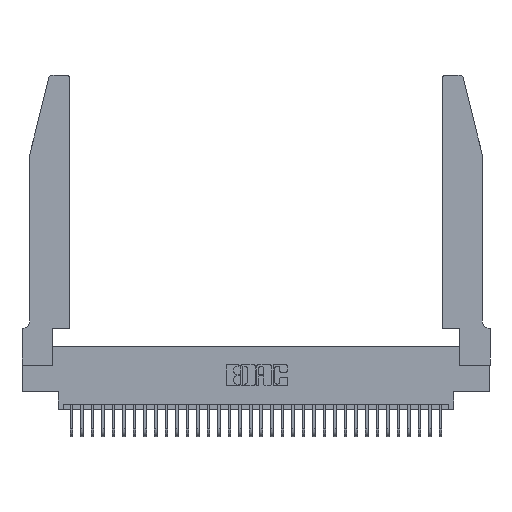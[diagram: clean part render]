
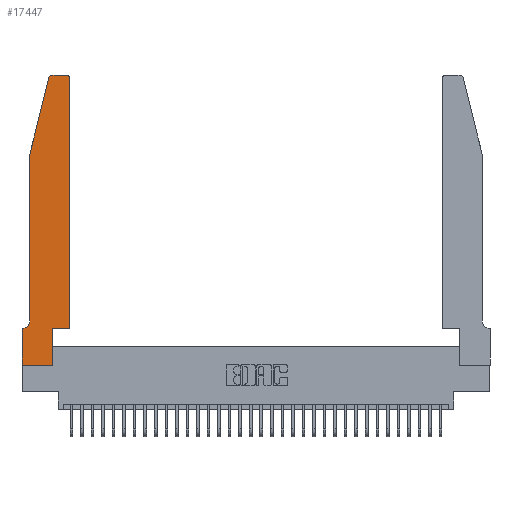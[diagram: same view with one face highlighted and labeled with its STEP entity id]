
A CAD part, top view. The second image highlights one B-rep face of the part: STEP entity #17447.
In plain terms, the highlighted planar face has unit normal (0, 0, 1).
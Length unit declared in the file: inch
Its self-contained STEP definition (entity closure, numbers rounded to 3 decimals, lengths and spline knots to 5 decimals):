
#110 = CARTESIAN_POINT ( 'NONE',  ( 0.4505, 2.72, 0.37 ) ) ;
#523 = EDGE_CURVE ( 'NONE', #30736, #31534, #14730, .T. ) ;
#785 = DIRECTION ( 'NONE',  ( 0., 0., 1. ) ) ;
#1017 = CARTESIAN_POINT ( 'NONE',  ( 0.25487, 2.72718, 0.37 ) ) ;
#1062 = DIRECTION ( 'NONE',  ( 0., -1., 0. ) ) ;
#1121 = ORIENTED_EDGE ( 'NONE', *, *, #31355, .T. ) ;
#1970 = VERTEX_POINT ( 'NONE', #8038 ) ;
#2051 = ORIENTED_EDGE ( 'NONE', *, *, #11839, .T. ) ;
#2216 = ORIENTED_EDGE ( 'NONE', *, *, #25951, .T. ) ;
#2412 = CARTESIAN_POINT ( 'NONE',  ( 0., 0., 0.37 ) ) ;
#3536 = ORIENTED_EDGE ( 'NONE', *, *, #28420, .T. ) ;
#3989 = EDGE_CURVE ( 'NONE', #1970, #30736, #9206, .T. ) ;
#4118 = DIRECTION ( 'NONE',  ( 0., 0., 1. ) ) ;
#4226 = LINE ( 'NONE', #4820, #23710 ) ;
#4514 = VECTOR ( 'NONE', #10239, 39.37008 ) ;
#4800 = LINE ( 'NONE', #28922, #30200 ) ;
#4820 = CARTESIAN_POINT ( 'NONE',  ( 0.0755, 2., 0.37 ) ) ;
#4874 = LINE ( 'NONE', #2412, #17595 ) ;
#5263 = ORIENTED_EDGE ( 'NONE', *, *, #29831, .T. ) ;
#5624 = AXIS2_PLACEMENT_3D ( 'NONE', #23553, #785, #18589 ) ;
#6047 = VERTEX_POINT ( 'NONE', #29561 ) ;
#6197 = CARTESIAN_POINT ( 'NONE',  ( 0., 0., 0.37 ) ) ;
#6396 = CARTESIAN_POINT ( 'NONE',  ( 0.0755, 2., 0.37 ) ) ;
#7337 = DIRECTION ( 'NONE',  ( 0., 0., -1. ) ) ;
#7513 = VERTEX_POINT ( 'NONE', #18081 ) ;
#7545 = DIRECTION ( 'NONE',  ( 1., 0., 0. ) ) ;
#7686 = CARTESIAN_POINT ( 'NONE',  ( 0.2605, 2.75, 0.37 ) ) ;
#7699 = ORIENTED_EDGE ( 'NONE', *, *, #523, .T. ) ;
#8038 = CARTESIAN_POINT ( 'NONE',  ( 0.2865, 0., 0.37 ) ) ;
#8138 = EDGE_LOOP ( 'NONE', ( #1121, #30779, #32636, #5263, #13803, #2216, #22969, #2051, #18329, #7699, #20800, #3536 ) ) ;
#9206 = LINE ( 'NONE', #22788, #21886 ) ;
#9342 = DIRECTION ( 'NONE',  ( 1., 0., 0. ) ) ;
#9457 = VERTEX_POINT ( 'NONE', #31089 ) ;
#10239 = DIRECTION ( 'NONE',  ( -1., 0., 0. ) ) ;
#10279 = CARTESIAN_POINT ( 'NONE',  ( 0.2865, 0.35, 0.37 ) ) ;
#10851 = FACE_OUTER_BOUND ( 'NONE', #8138, .T. ) ;
#11527 = DIRECTION ( 'NONE',  ( -0.239, -0.971, 0. ) ) ;
#11839 = EDGE_CURVE ( 'NONE', #32208, #1970, #4874, .T. ) ;
#12251 = CARTESIAN_POINT ( 'NONE',  ( 0.0755, 2., 0.37 ) ) ;
#12696 = CIRCLE ( 'NONE', #26838, 0.03 ) ;
#13803 = ORIENTED_EDGE ( 'NONE', *, *, #19270, .T. ) ;
#14255 = DIRECTION ( 'NONE',  ( 0., 0., 1. ) ) ;
#14730 = LINE ( 'NONE', #29617, #27441 ) ;
#15062 = LINE ( 'NONE', #22461, #27759 ) ;
#16012 = PLANE ( 'NONE',  #5624 ) ;
#16127 = VERTEX_POINT ( 'NONE', #110 ) ;
#17389 = DIRECTION ( 'NONE',  ( 0., -1., 0. ) ) ;
#17447 = ADVANCED_FACE ( 'NONE', ( #10851 ), #16012, .T. ) ;
#17595 = VECTOR ( 'NONE', #7545, 39.37008 ) ;
#17633 = VERTEX_POINT ( 'NONE', #26859 ) ;
#18081 = CARTESIAN_POINT ( 'NONE',  ( 0.284, 2.75, 0.37 ) ) ;
#18329 = ORIENTED_EDGE ( 'NONE', *, *, #3989, .T. ) ;
#18589 = DIRECTION ( 'NONE',  ( 1., 0., 0. ) ) ;
#19270 = EDGE_CURVE ( 'NONE', #6047, #28608, #24231, .T. ) ;
#19360 = CARTESIAN_POINT ( 'NONE',  ( 0.284, 2.72, 0.37 ) ) ;
#19930 = DIRECTION ( 'NONE',  ( -1., 0., 0. ) ) ;
#20800 = ORIENTED_EDGE ( 'NONE', *, *, #23486, .T. ) ;
#21886 = VECTOR ( 'NONE', #25335, 39.37008 ) ;
#21892 = DIRECTION ( 'NONE',  ( 1., 0., 0. ) ) ;
#22211 = EDGE_CURVE ( 'NONE', #26302, #30449, #30010, .T. ) ;
#22461 = CARTESIAN_POINT ( 'NONE',  ( 0.0755, 0.35, 0.37 ) ) ;
#22525 = CARTESIAN_POINT ( 'NONE',  ( 0.0055, 0.42, 0.37 ) ) ;
#22645 = CARTESIAN_POINT ( 'NONE',  ( 0.0055, 0.35, 0.37 ) ) ;
#22788 = CARTESIAN_POINT ( 'NONE',  ( 0.2865, 0.35, 0.37 ) ) ;
#22896 = EDGE_CURVE ( 'NONE', #7513, #26302, #28774, .T. ) ;
#22969 = ORIENTED_EDGE ( 'NONE', *, *, #27385, .T. ) ;
#23486 = EDGE_CURVE ( 'NONE', #31534, #16127, #24760, .T. ) ;
#23553 = CARTESIAN_POINT ( 'NONE',  ( 0., 0.35, 0.37 ) ) ;
#23710 = VECTOR ( 'NONE', #17389, 39.37008 ) ;
#24088 = VECTOR ( 'NONE', #11527, 39.37008 ) ;
#24231 = CIRCLE ( 'NONE', #28764, 0.07 ) ;
#24760 = LINE ( 'NONE', #29170, #30712 ) ;
#24764 = LINE ( 'NONE', #7686, #4514 ) ;
#25066 = DIRECTION ( 'NONE',  ( -1., 0., 0. ) ) ;
#25208 = AXIS2_PLACEMENT_3D ( 'NONE', #19360, #4118, #21892 ) ;
#25335 = DIRECTION ( 'NONE',  ( 0., 1., 0. ) ) ;
#25951 = EDGE_CURVE ( 'NONE', #28608, #17633, #15062, .T. ) ;
#26302 = VERTEX_POINT ( 'NONE', #1017 ) ;
#26838 = AXIS2_PLACEMENT_3D ( 'NONE', #29424, #14255, #31995 ) ;
#26859 = CARTESIAN_POINT ( 'NONE',  ( 0., 0.35, 0.37 ) ) ;
#27385 = EDGE_CURVE ( 'NONE', #17633, #32208, #4800, .T. ) ;
#27441 = VECTOR ( 'NONE', #9342, 39.37008 ) ;
#27759 = VECTOR ( 'NONE', #19930, 39.37008 ) ;
#28420 = EDGE_CURVE ( 'NONE', #16127, #9457, #12696, .T. ) ;
#28608 = VERTEX_POINT ( 'NONE', #22645 ) ;
#28628 = CARTESIAN_POINT ( 'NONE',  ( 0.4505, 0.35, 0.37 ) ) ;
#28764 = AXIS2_PLACEMENT_3D ( 'NONE', #22525, #7337, #25066 ) ;
#28774 = CIRCLE ( 'NONE', #25208, 0.03 ) ;
#28922 = CARTESIAN_POINT ( 'NONE',  ( 0., 0., 0.37 ) ) ;
#29170 = CARTESIAN_POINT ( 'NONE',  ( 0.4505, 0.35, 0.37 ) ) ;
#29424 = CARTESIAN_POINT ( 'NONE',  ( 0.4205, 2.72, 0.37 ) ) ;
#29561 = CARTESIAN_POINT ( 'NONE',  ( 0.0755, 0.42, 0.37 ) ) ;
#29617 = CARTESIAN_POINT ( 'NONE',  ( 0.4505, 0.35, 0.37 ) ) ;
#29831 = EDGE_CURVE ( 'NONE', #30449, #6047, #4226, .T. ) ;
#30010 = LINE ( 'NONE', #6396, #24088 ) ;
#30200 = VECTOR ( 'NONE', #1062, 39.37008 ) ;
#30449 = VERTEX_POINT ( 'NONE', #12251 ) ;
#30712 = VECTOR ( 'NONE', #31729, 39.37008 ) ;
#30736 = VERTEX_POINT ( 'NONE', #10279 ) ;
#30779 = ORIENTED_EDGE ( 'NONE', *, *, #22896, .T. ) ;
#31089 = CARTESIAN_POINT ( 'NONE',  ( 0.4205, 2.75, 0.37 ) ) ;
#31355 = EDGE_CURVE ( 'NONE', #9457, #7513, #24764, .T. ) ;
#31534 = VERTEX_POINT ( 'NONE', #28628 ) ;
#31729 = DIRECTION ( 'NONE',  ( 0., 1., 0. ) ) ;
#31995 = DIRECTION ( 'NONE',  ( 1., 0., 0. ) ) ;
#32208 = VERTEX_POINT ( 'NONE', #6197 ) ;
#32636 = ORIENTED_EDGE ( 'NONE', *, *, #22211, .T. ) ;
